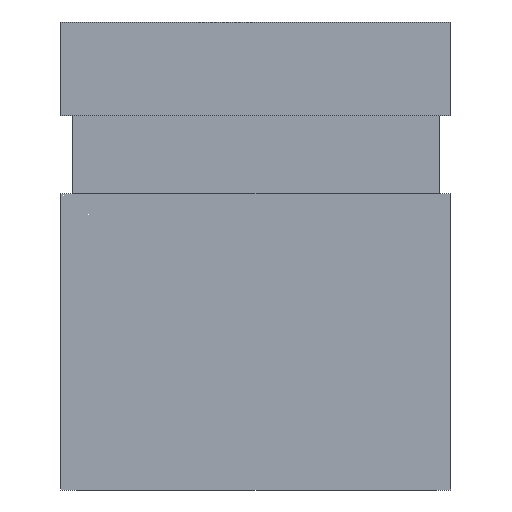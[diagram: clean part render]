
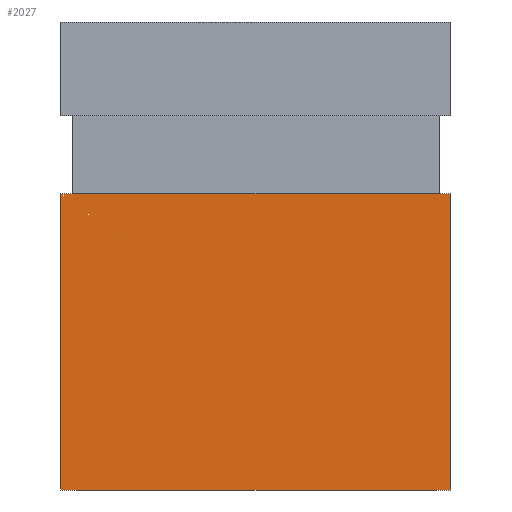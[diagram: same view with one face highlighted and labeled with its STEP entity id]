
A CAD part, front view. The second image highlights one B-rep face of the part: STEP entity #2027.
In plain terms, the highlighted planar face has unit normal (0, -1, 0).
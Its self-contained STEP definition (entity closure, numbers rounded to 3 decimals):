
#190=ORIENTED_EDGE('',*,*,#749,.F.);
#191=ORIENTED_EDGE('',*,*,#761,.T.);
#192=ORIENTED_EDGE('',*,*,#731,.T.);
#193=ORIENTED_EDGE('',*,*,#762,.T.);
#731=EDGE_CURVE('',#1029,#1028,#1217,.T.);
#749=EDGE_CURVE('',#1042,#1043,#1235,.T.);
#761=EDGE_CURVE('',#1042,#1029,#1247,.T.);
#762=EDGE_CURVE('',#1028,#1043,#1248,.T.);
#1028=VERTEX_POINT('',#2935);
#1029=VERTEX_POINT('',#2937);
#1042=VERTEX_POINT('',#2975);
#1043=VERTEX_POINT('',#2976);
#1217=LINE('',#2936,#1459);
#1235=LINE('',#2974,#1477);
#1247=LINE('',#2999,#1489);
#1248=LINE('',#3000,#1490);
#1459=VECTOR('',#2349,1000.);
#1477=VECTOR('',#2381,1000.);
#1489=VECTOR('',#2403,1000.);
#1490=VECTOR('',#2404,1000.);
#1697=EDGE_LOOP('',(#190,#191,#192,#193));
#1819=FACE_BOUND('',#1697,.T.);
#1938=PLANE('',#2171);
#2027=ADVANCED_FACE('',(#1819),#1938,.T.);
#2171=AXIS2_PLACEMENT_3D('',#2998,#2401,#2402);
#2349=DIRECTION('',(1.,0.,0.));
#2381=DIRECTION('',(1.,0.,0.));
#2401=DIRECTION('',(0.,-1.,0.));
#2402=DIRECTION('',(0.,0.,-1.));
#2403=DIRECTION('',(0.,0.,-1.));
#2404=DIRECTION('',(0.,0.,1.));
#2935=CARTESIAN_POINT('',(1.25,-0.625,-1.5));
#2936=CARTESIAN_POINT('',(-1.25,-0.625,-1.5));
#2937=CARTESIAN_POINT('',(-1.25,-0.625,-1.5));
#2974=CARTESIAN_POINT('',(-1.25,-0.625,0.4));
#2975=CARTESIAN_POINT('',(-1.25,-0.625,0.4));
#2976=CARTESIAN_POINT('',(1.25,-0.625,0.4));
#2998=CARTESIAN_POINT('',(0.,-0.625,0.));
#2999=CARTESIAN_POINT('',(-1.25,-0.625,1.5));
#3000=CARTESIAN_POINT('',(1.25,-0.625,-1.5));
